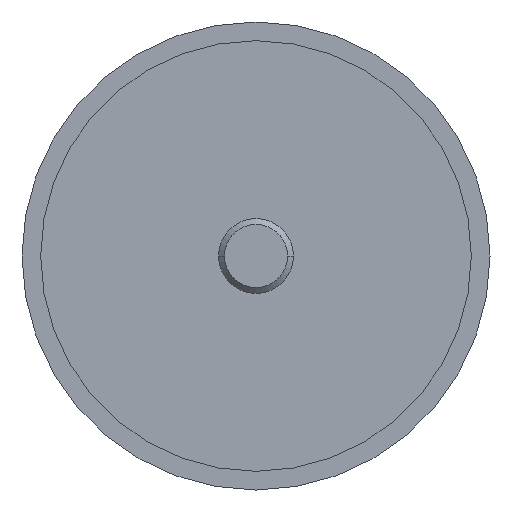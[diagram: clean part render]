
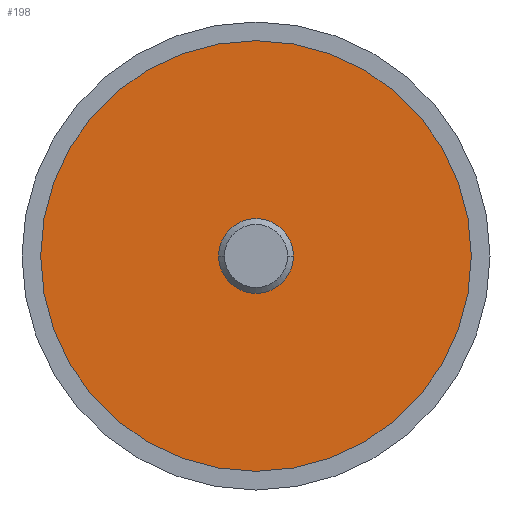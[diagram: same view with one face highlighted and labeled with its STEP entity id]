
A CAD part, front view. The second image highlights one B-rep face of the part: STEP entity #198.
In plain terms, the highlighted planar face has unit normal (0, -1, 0).
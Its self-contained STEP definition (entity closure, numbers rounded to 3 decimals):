
#156=VERTEX_POINT('',#402);
#198=ADVANCED_FACE('',(#449,#450),#451,.T.);
#218=EDGE_CURVE('',#156,#322,#473,.T.);
#220=EDGE_CURVE('',#316,#240,#475,.T.);
#240=VERTEX_POINT('',#498);
#312=EDGE_CURVE('',#240,#316,#582,.T.);
#316=VERTEX_POINT('',#586);
#322=VERTEX_POINT('',#592);
#350=EDGE_CURVE('',#322,#156,#622,.T.);
#402=CARTESIAN_POINT('',(-6.0,0.0,0.));
#449=FACE_BOUND('',#734,.T.);
#450=FACE_OUTER_BOUND('',#735,.T.);
#451=PLANE('',#736);
#473=CIRCLE('',#766,6.0);
#475=CIRCLE('',#769,34.5);
#498=CARTESIAN_POINT('',(34.5,0.0,0.0));
#582=CIRCLE('',#905,34.5);
#586=CARTESIAN_POINT('',(-34.5,0.0,0.));
#592=CARTESIAN_POINT('',(6.0,0.0,0.));
#622=CIRCLE('',#959,6.0);
#734=EDGE_LOOP('',(#1051,#1052));
#735=EDGE_LOOP('',(#1053,#1054));
#736=AXIS2_PLACEMENT_3D('',#1055,#1056,#1057);
#766=AXIS2_PLACEMENT_3D('',#1080,#1081,#1082);
#769=AXIS2_PLACEMENT_3D('',#1083,#1084,#1085);
#905=AXIS2_PLACEMENT_3D('',#1235,#1236,#1237);
#959=AXIS2_PLACEMENT_3D('',#1273,#1274,#1275);
#1051=ORIENTED_EDGE('',*,*,#218,.T.);
#1052=ORIENTED_EDGE('',*,*,#350,.T.);
#1053=ORIENTED_EDGE('',*,*,#312,.T.);
#1054=ORIENTED_EDGE('',*,*,#220,.T.);
#1055=CARTESIAN_POINT('',(0.0,0.0,0.0));
#1056=DIRECTION('',(0.0,-1.0,0.0));
#1057=DIRECTION('',(-1.0,0.0,0.0));
#1080=CARTESIAN_POINT('',(0.0,0.0,0.0));
#1081=DIRECTION('',(-0.0,1.0,0.0));
#1082=DIRECTION('',(1.0,0.0,0.0));
#1083=CARTESIAN_POINT('',(0.0,0.0,0.0));
#1084=DIRECTION('',(0.0,-1.0,0.0));
#1085=DIRECTION('',(1.0,0.0,0.0));
#1235=CARTESIAN_POINT('',(0.0,0.0,0.0));
#1236=DIRECTION('',(0.0,-1.0,0.0));
#1237=DIRECTION('',(1.0,0.0,0.0));
#1273=CARTESIAN_POINT('',(0.0,0.0,0.0));
#1274=DIRECTION('',(-0.0,1.0,0.0));
#1275=DIRECTION('',(1.0,0.0,0.0));
